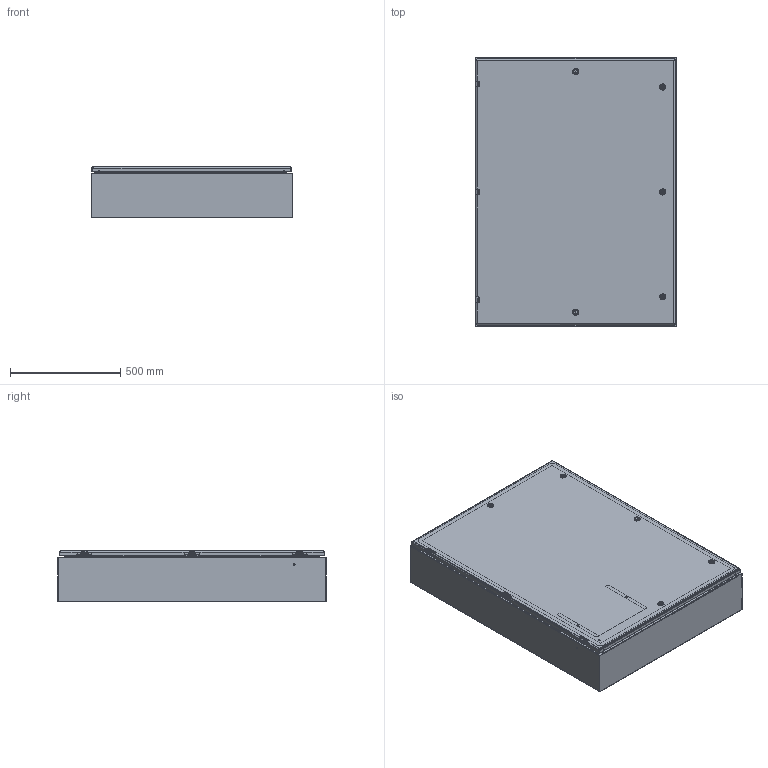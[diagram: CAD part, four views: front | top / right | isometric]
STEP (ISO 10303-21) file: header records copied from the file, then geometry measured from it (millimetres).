
FILE_DESCRIPTION (( 'STEP AP203' ), '1' );
FILE_NAME ('SCE-48EL3608LPLG.step', '2021-02-09T16:51:51', ( 'ADC123' ), ( 'Microsoft' ), 'SwSTEP 2.0', 'SolidWorks 2019', '' );
FILE_SCHEMA (( 'CONFIG_CONTROL_DESIGN' ));
Products named in the file (1): SCE-48EL3608LPLG
Bounding box: 914.4 x 1219.2 x 235.11 mm (x, y, z)
Surface area: 9227617.1 mm2 (no closed solid volume)
Topology: 0 solids, 81 shells, 4768 faces, 12274 edges, 7688 vertices
Faces by surface type: plane 2330, cylinder 1319, bspline 959, cone 111, torus 49
Full cylindrical faces by diameter (mm): 1.016 x3, 3.454 x3, 3.962 x3, 3.978 x3, 4.318 x9, 4.369 x6, 4.775 x4, 4.978 x12, 5 x5, 5.182 x6, 5.207 x6, 5.232 x6, 5.5 x5, 5.537 x3, 6.096 x6, 6.198 x6, 6.299 x4, 6.35 x6, 6.363 x2, 6.756 x6, 7.137 x4, 8.433 x8, 9.296 x8, 9.322 x8, 9.525 x6, 9.9 x5, 10 x5, 11.112 x4, 12.7 x8, 12.8 x5
Entity records: 195387 total; most frequent: CARTESIAN_POINT 90931, ORIENTED_EDGE 22977, DIRECTION 18972, EDGE_CURVE 11504, VERTEX_POINT 7456, AXIS2_PLACEMENT_3D 6473, VECTOR 6026, LINE 6026
